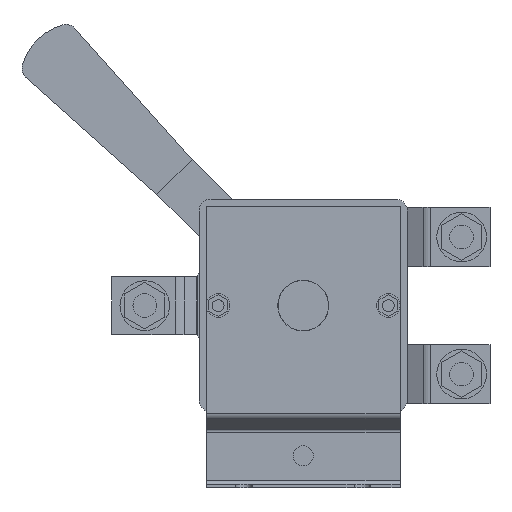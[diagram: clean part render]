
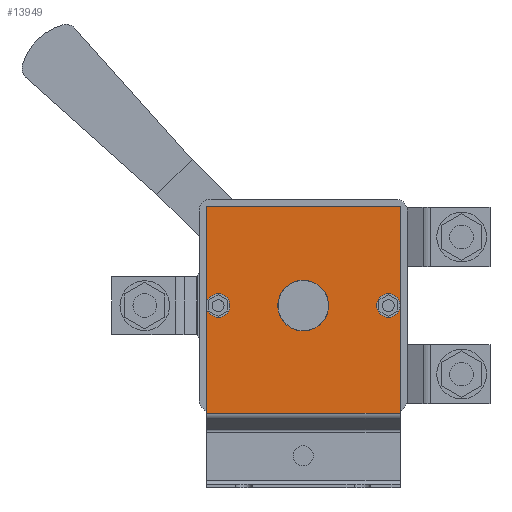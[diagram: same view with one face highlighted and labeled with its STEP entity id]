
A CAD part, left-side view. The second image highlights one B-rep face of the part: STEP entity #13949.
In plain terms, the highlighted planar face has unit normal (-1, 0, 0).
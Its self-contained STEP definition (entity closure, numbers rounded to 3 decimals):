
#149 = FACE_BOUND ( 'NONE', #4411, .T. ) ;
#225 = VECTOR ( 'NONE', #4885, 1000. ) ;
#641 = LINE ( 'NONE', #26845, #13531 ) ;
#1036 = LINE ( 'NONE', #25257, #225 ) ;
#1254 = VERTEX_POINT ( 'NONE', #3374 ) ;
#3374 = CARTESIAN_POINT ( 'NONE',  ( -77., -41., 42. ) ) ;
#3870 = CIRCLE ( 'NONE', #7029, 10.75 ) ;
#4109 = CARTESIAN_POINT ( 'NONE',  ( -77., -36., 0. ) ) ;
#4411 = EDGE_LOOP ( 'NONE', ( #27833 ) ) ;
#4885 = DIRECTION ( 'NONE',  ( 0., -1., 0. ) ) ;
#4920 = CARTESIAN_POINT ( 'NONE',  ( -77., 41., 0. ) ) ;
#5442 = VECTOR ( 'NONE', #31022, 1000. ) ;
#6024 = AXIS2_PLACEMENT_3D ( 'NONE', #4109, #22010, #6691 ) ;
#6661 = AXIS2_PLACEMENT_3D ( 'NONE', #28085, #13166, #30500 ) ;
#6691 = DIRECTION ( 'NONE',  ( 0., 0., -1. ) ) ;
#7029 = AXIS2_PLACEMENT_3D ( 'NONE', #29665, #14867, #32076 ) ;
#7940 = CARTESIAN_POINT ( 'NONE',  ( -77., 0., -10.75 ) ) ;
#9021 = CARTESIAN_POINT ( 'NONE',  ( -77., -41., -45.518 ) ) ;
#11111 = VECTOR ( 'NONE', #22819, 1000. ) ;
#11745 = CARTESIAN_POINT ( 'NONE',  ( -77., -41., 0. ) ) ;
#11824 = VERTEX_POINT ( 'NONE', #9021 ) ;
#13166 = DIRECTION ( 'NONE',  ( 1., 0., 0. ) ) ;
#13330 = VERTEX_POINT ( 'NONE', #11745 ) ;
#13531 = VECTOR ( 'NONE', #29244, 1000. ) ;
#13949 = ADVANCED_FACE ( 'NONE', ( #149, #19745 ), #22145, .T. ) ;
#14557 = VERTEX_POINT ( 'NONE', #19443 ) ;
#14867 = DIRECTION ( 'NONE',  ( 1., 0., 0. ) ) ;
#15115 = VECTOR ( 'NONE', #26644, 1000. ) ;
#15285 = VERTEX_POINT ( 'NONE', #7940 ) ;
#16259 = CARTESIAN_POINT ( 'NONE',  ( -77., 41., 0. ) ) ;
#16279 = VECTOR ( 'NONE', #17332, 1000. ) ;
#16296 = CARTESIAN_POINT ( 'NONE',  ( -77., 41., 42. ) ) ;
#17041 = CARTESIAN_POINT ( 'NONE',  ( -77., 164.669, 0. ) ) ;
#17332 = DIRECTION ( 'NONE',  ( 0., 0., -1. ) ) ;
#17684 = VERTEX_POINT ( 'NONE', #16296 ) ;
#18681 = LINE ( 'NONE', #4920, #11111 ) ;
#19125 = CARTESIAN_POINT ( 'NONE',  ( -77., 41., -45.518 ) ) ;
#19443 = CARTESIAN_POINT ( 'NONE',  ( -77., 41., -45.518 ) ) ;
#19745 = FACE_OUTER_BOUND ( 'NONE', #25550, .T. ) ;
#20249 = CIRCLE ( 'NONE', #6024, 5. ) ;
#21834 = LINE ( 'NONE', #19125, #15115 ) ;
#22010 = DIRECTION ( 'NONE',  ( -1., 0., 0. ) ) ;
#22145 = PLANE ( 'NONE',  #22320 ) ;
#22249 = CIRCLE ( 'NONE', #6661, 5. ) ;
#22287 = CARTESIAN_POINT ( 'NONE',  ( -77., 41., 0. ) ) ;
#22320 = AXIS2_PLACEMENT_3D ( 'NONE', #17041, #29356, #27057 ) ;
#22819 = DIRECTION ( 'NONE',  ( 0., 0., -1. ) ) ;
#23558 = EDGE_CURVE ( 'NONE', #15285, #15285, #3870, .T. ) ;
#23641 = EDGE_CURVE ( 'NONE', #17684, #24666, #18681, .T. ) ;
#23692 = EDGE_CURVE ( 'NONE', #24666, #24666, #22249, .T. ) ;
#23792 = EDGE_CURVE ( 'NONE', #24666, #14557, #31329, .T. ) ;
#23846 = EDGE_CURVE ( 'NONE', #11824, #14557, #21834, .T. ) ;
#23893 = EDGE_CURVE ( 'NONE', #13330, #11824, #641, .T. ) ;
#23899 = EDGE_CURVE ( 'NONE', #13330, #13330, #20249, .T. ) ;
#24000 = EDGE_CURVE ( 'NONE', #1254, #13330, #29425, .T. ) ;
#24086 = EDGE_CURVE ( 'NONE', #17684, #1254, #1036, .T. ) ;
#24666 = VERTEX_POINT ( 'NONE', #22287 ) ;
#25257 = CARTESIAN_POINT ( 'NONE',  ( -77., 164.669, 42. ) ) ;
#25355 = ORIENTED_EDGE ( 'NONE', *, *, #23692, .T. ) ;
#25550 = EDGE_LOOP ( 'NONE', ( #29473, #25355, #25556, #31764, #30258, #30090, #29005, #27338 ) ) ;
#25556 = ORIENTED_EDGE ( 'NONE', *, *, #23792, .T. ) ;
#26644 = DIRECTION ( 'NONE',  ( 0., 1., 0. ) ) ;
#26845 = CARTESIAN_POINT ( 'NONE',  ( -77., -41., 0. ) ) ;
#27057 = DIRECTION ( 'NONE',  ( 0., 0., -1. ) ) ;
#27338 = ORIENTED_EDGE ( 'NONE', *, *, #24086, .F. ) ;
#27833 = ORIENTED_EDGE ( 'NONE', *, *, #23558, .T. ) ;
#28085 = CARTESIAN_POINT ( 'NONE',  ( -77., 36., 0. ) ) ;
#29005 = ORIENTED_EDGE ( 'NONE', *, *, #24000, .F. ) ;
#29244 = DIRECTION ( 'NONE',  ( 0., 0., -1. ) ) ;
#29356 = DIRECTION ( 'NONE',  ( -1., 0., 0. ) ) ;
#29425 = LINE ( 'NONE', #29534, #16279 ) ;
#29473 = ORIENTED_EDGE ( 'NONE', *, *, #23641, .T. ) ;
#29534 = CARTESIAN_POINT ( 'NONE',  ( -77., -41., 0. ) ) ;
#29665 = CARTESIAN_POINT ( 'NONE',  ( -77., 0., 0. ) ) ;
#30090 = ORIENTED_EDGE ( 'NONE', *, *, #23899, .F. ) ;
#30258 = ORIENTED_EDGE ( 'NONE', *, *, #23893, .F. ) ;
#30500 = DIRECTION ( 'NONE',  ( 0., 0., -1. ) ) ;
#31022 = DIRECTION ( 'NONE',  ( 0., 0., -1. ) ) ;
#31329 = LINE ( 'NONE', #16259, #5442 ) ;
#31764 = ORIENTED_EDGE ( 'NONE', *, *, #23846, .F. ) ;
#32076 = DIRECTION ( 'NONE',  ( 0., 0., -1. ) ) ;
